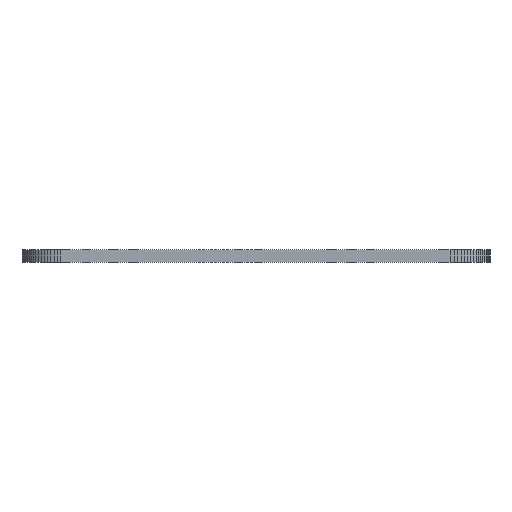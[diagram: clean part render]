
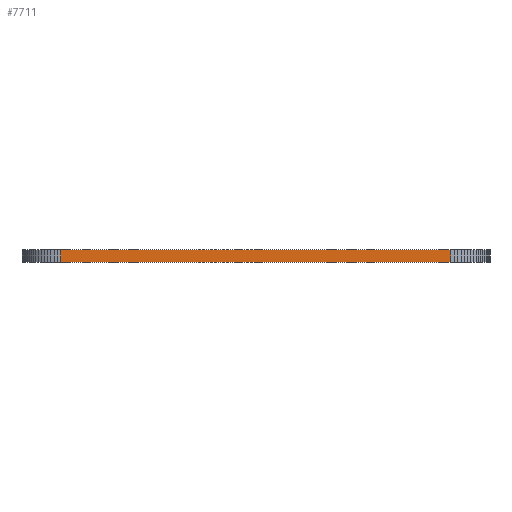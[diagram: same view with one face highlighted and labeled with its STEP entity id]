
A CAD part, front view. The second image highlights one B-rep face of the part: STEP entity #7711.
In plain terms, the highlighted planar face has unit normal (0, -1, 0).
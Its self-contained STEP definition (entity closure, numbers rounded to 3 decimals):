
#90 = PLANE('',#91);
#91 = AXIS2_PLACEMENT_3D('',#92,#93,#94);
#92 = CARTESIAN_POINT('',(175.75,-94.375,1.6));
#93 = DIRECTION('',(-0.,-0.,-1.));
#94 = DIRECTION('',(-1.,0.,0.));
#144 = PLANE('',#145);
#145 = AXIS2_PLACEMENT_3D('',#146,#147,#148);
#146 = CARTESIAN_POINT('',(175.75,-94.375,0.));
#147 = DIRECTION('',(-0.,-0.,-1.));
#148 = DIRECTION('',(-1.,0.,0.));
#1233 = VERTEX_POINT('',#1234);
#1234 = CARTESIAN_POINT('',(200.75,-119.5,0.));
#1248 = PLANE('',#1249);
#1249 = AXIS2_PLACEMENT_3D('',#1250,#1251,#1252);
#1250 = CARTESIAN_POINT('',(201.186,-119.481,0.));
#1251 = DIRECTION('',(0.044,-0.999,0.));
#1252 = DIRECTION('',(-0.999,-0.044,0.));
#1260 = EDGE_CURVE('',#1233,#1261,#1263,.T.);
#1261 = VERTEX_POINT('',#1262);
#1262 = CARTESIAN_POINT('',(150.75,-119.5,0.));
#1263 = SURFACE_CURVE('',#1264,(#1268,#1275),.PCURVE_S1.);
#1264 = LINE('',#1265,#1266);
#1265 = CARTESIAN_POINT('',(200.75,-119.5,0.));
#1266 = VECTOR('',#1267,1.);
#1267 = DIRECTION('',(-1.,0.,0.));
#1268 = PCURVE('',#144,#1269);
#1269 = DEFINITIONAL_REPRESENTATION('',(#1270),#1274);
#1270 = LINE('',#1271,#1272);
#1271 = CARTESIAN_POINT('',(-25.,-25.125));
#1272 = VECTOR('',#1273,1.);
#1273 = DIRECTION('',(1.,0.));
#1274 = ( GEOMETRIC_REPRESENTATION_CONTEXT(2) 
PARAMETRIC_REPRESENTATION_CONTEXT() REPRESENTATION_CONTEXT('2D SPACE',''
  ) );
#1275 = PCURVE('',#1276,#1281);
#1276 = PLANE('',#1277);
#1277 = AXIS2_PLACEMENT_3D('',#1278,#1279,#1280);
#1278 = CARTESIAN_POINT('',(200.75,-119.5,0.));
#1279 = DIRECTION('',(0.,-1.,0.));
#1280 = DIRECTION('',(-1.,0.,0.));
#1281 = DEFINITIONAL_REPRESENTATION('',(#1282),#1286);
#1282 = LINE('',#1283,#1284);
#1283 = CARTESIAN_POINT('',(0.,-0.));
#1284 = VECTOR('',#1285,1.);
#1285 = DIRECTION('',(1.,0.));
#1286 = ( GEOMETRIC_REPRESENTATION_CONTEXT(2) 
PARAMETRIC_REPRESENTATION_CONTEXT() REPRESENTATION_CONTEXT('2D SPACE',''
  ) );
#1304 = PLANE('',#1305);
#1305 = AXIS2_PLACEMENT_3D('',#1306,#1307,#1308);
#1306 = CARTESIAN_POINT('',(150.75,-119.5,0.));
#1307 = DIRECTION('',(-0.044,-0.999,0.));
#1308 = DIRECTION('',(-0.999,0.044,0.));
#4091 = VERTEX_POINT('',#4092);
#4092 = CARTESIAN_POINT('',(200.75,-119.5,1.6));
#4113 = EDGE_CURVE('',#4091,#4114,#4116,.T.);
#4114 = VERTEX_POINT('',#4115);
#4115 = CARTESIAN_POINT('',(150.75,-119.5,1.6));
#4116 = SURFACE_CURVE('',#4117,(#4121,#4128),.PCURVE_S1.);
#4117 = LINE('',#4118,#4119);
#4118 = CARTESIAN_POINT('',(200.75,-119.5,1.6));
#4119 = VECTOR('',#4120,1.);
#4120 = DIRECTION('',(-1.,0.,0.));
#4121 = PCURVE('',#90,#4122);
#4122 = DEFINITIONAL_REPRESENTATION('',(#4123),#4127);
#4123 = LINE('',#4124,#4125);
#4124 = CARTESIAN_POINT('',(-25.,-25.125));
#4125 = VECTOR('',#4126,1.);
#4126 = DIRECTION('',(1.,0.));
#4127 = ( GEOMETRIC_REPRESENTATION_CONTEXT(2) 
PARAMETRIC_REPRESENTATION_CONTEXT() REPRESENTATION_CONTEXT('2D SPACE',''
  ) );
#4128 = PCURVE('',#1276,#4129);
#4129 = DEFINITIONAL_REPRESENTATION('',(#4130),#4134);
#4130 = LINE('',#4131,#4132);
#4131 = CARTESIAN_POINT('',(0.,-1.6));
#4132 = VECTOR('',#4133,1.);
#4133 = DIRECTION('',(1.,0.));
#4134 = ( GEOMETRIC_REPRESENTATION_CONTEXT(2) 
PARAMETRIC_REPRESENTATION_CONTEXT() REPRESENTATION_CONTEXT('2D SPACE',''
  ) );
#7663 = EDGE_CURVE('',#1233,#4091,#7664,.T.);
#7664 = SURFACE_CURVE('',#7665,(#7669,#7676),.PCURVE_S1.);
#7665 = LINE('',#7666,#7667);
#7666 = CARTESIAN_POINT('',(200.75,-119.5,0.));
#7667 = VECTOR('',#7668,1.);
#7668 = DIRECTION('',(0.,0.,1.));
#7669 = PCURVE('',#1248,#7670);
#7670 = DEFINITIONAL_REPRESENTATION('',(#7671),#7675);
#7671 = LINE('',#7672,#7673);
#7672 = CARTESIAN_POINT('',(0.436,0.));
#7673 = VECTOR('',#7674,1.);
#7674 = DIRECTION('',(0.,-1.));
#7675 = ( GEOMETRIC_REPRESENTATION_CONTEXT(2) 
PARAMETRIC_REPRESENTATION_CONTEXT() REPRESENTATION_CONTEXT('2D SPACE',''
  ) );
#7676 = PCURVE('',#1276,#7677);
#7677 = DEFINITIONAL_REPRESENTATION('',(#7678),#7682);
#7678 = LINE('',#7679,#7680);
#7679 = CARTESIAN_POINT('',(0.,-0.));
#7680 = VECTOR('',#7681,1.);
#7681 = DIRECTION('',(0.,-1.));
#7682 = ( GEOMETRIC_REPRESENTATION_CONTEXT(2) 
PARAMETRIC_REPRESENTATION_CONTEXT() REPRESENTATION_CONTEXT('2D SPACE',''
  ) );
#7711 = ADVANCED_FACE('',(#7712),#1276,.T.);
#7712 = FACE_BOUND('',#7713,.T.);
#7713 = EDGE_LOOP('',(#7714,#7715,#7716,#7737));
#7714 = ORIENTED_EDGE('',*,*,#7663,.T.);
#7715 = ORIENTED_EDGE('',*,*,#4113,.T.);
#7716 = ORIENTED_EDGE('',*,*,#7717,.F.);
#7717 = EDGE_CURVE('',#1261,#4114,#7718,.T.);
#7718 = SURFACE_CURVE('',#7719,(#7723,#7730),.PCURVE_S1.);
#7719 = LINE('',#7720,#7721);
#7720 = CARTESIAN_POINT('',(150.75,-119.5,0.));
#7721 = VECTOR('',#7722,1.);
#7722 = DIRECTION('',(0.,0.,1.));
#7723 = PCURVE('',#1276,#7724);
#7724 = DEFINITIONAL_REPRESENTATION('',(#7725),#7729);
#7725 = LINE('',#7726,#7727);
#7726 = CARTESIAN_POINT('',(50.,0.));
#7727 = VECTOR('',#7728,1.);
#7728 = DIRECTION('',(0.,-1.));
#7729 = ( GEOMETRIC_REPRESENTATION_CONTEXT(2) 
PARAMETRIC_REPRESENTATION_CONTEXT() REPRESENTATION_CONTEXT('2D SPACE',''
  ) );
#7730 = PCURVE('',#1304,#7731);
#7731 = DEFINITIONAL_REPRESENTATION('',(#7732),#7736);
#7732 = LINE('',#7733,#7734);
#7733 = CARTESIAN_POINT('',(0.,0.));
#7734 = VECTOR('',#7735,1.);
#7735 = DIRECTION('',(0.,-1.));
#7736 = ( GEOMETRIC_REPRESENTATION_CONTEXT(2) 
PARAMETRIC_REPRESENTATION_CONTEXT() REPRESENTATION_CONTEXT('2D SPACE',''
  ) );
#7737 = ORIENTED_EDGE('',*,*,#1260,.F.);
